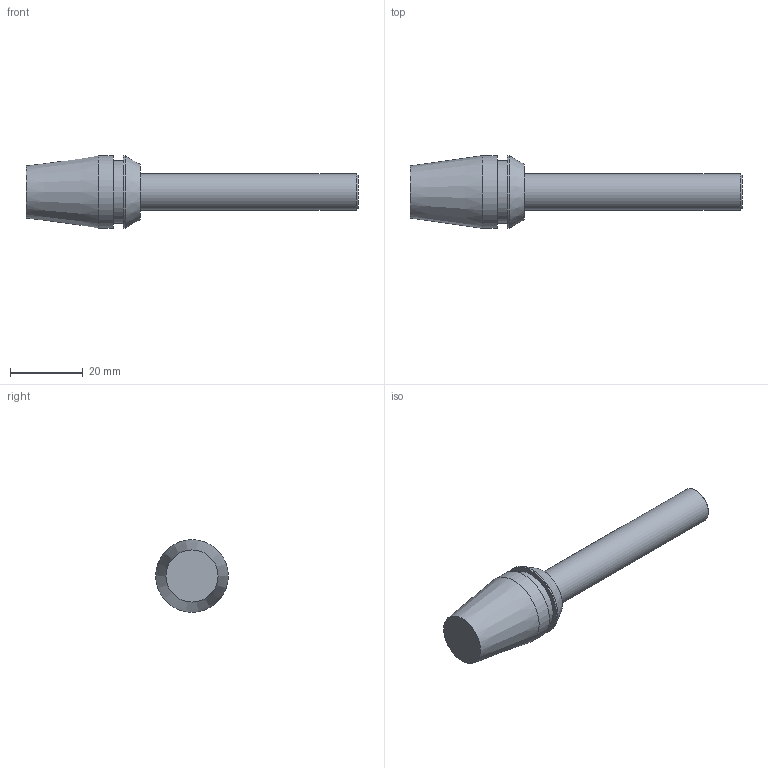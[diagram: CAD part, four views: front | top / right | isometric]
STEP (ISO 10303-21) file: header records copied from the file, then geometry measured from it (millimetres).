
FILE_DESCRIPTION(/* description */ (''),/* implementation_level */ '2;1');
FILE_NAME(/* name */ 'ER20-TA10-60.step',/* time_stamp */ '2025-12-11T15:58:17-06:00',/* author */ (''),/* organization */ (''),/* preprocessor_version */ 'ST-DEVELOPER v20.1',/* originating_system */ 'Autodesk Translation Framework v14.21.0.0',/* authorisation */ '');
FILE_SCHEMA (('AUTOMOTIVE_DESIGN { 1 0 10303 214 3 1 1 }'));
Length unit declared in the file: inch
Products named in the file (1): ER20-TA10-60
Bounding box: 91.47 x 20 x 20 mm (x, y, z)
Volume: 12477.7 mm3; surface area: 4167.5 mm2
Topology: 1 solids, 1 shells, 12 faces, 18 edges, 11 vertices
Faces by surface type: plane 5, cylinder 4, cone 3
Full cylindrical faces by diameter (mm): 10 x1, 17.308 x1, 20 x2
Entity records: 325 total; most frequent: DIRECTION 55, CARTESIAN_POINT 42, ORIENTED_EDGE 36, AXIS2_PLACEMENT_3D 24, EDGE_CURVE 18, EDGE_LOOP 15, FACE_OUTER_BOUND 12, ADVANCED_FACE 12
